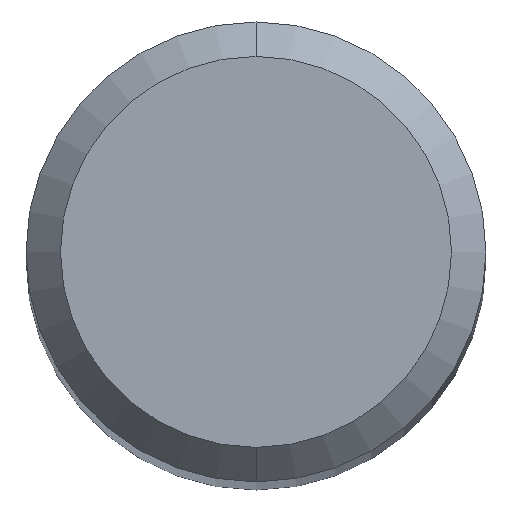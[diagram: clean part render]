
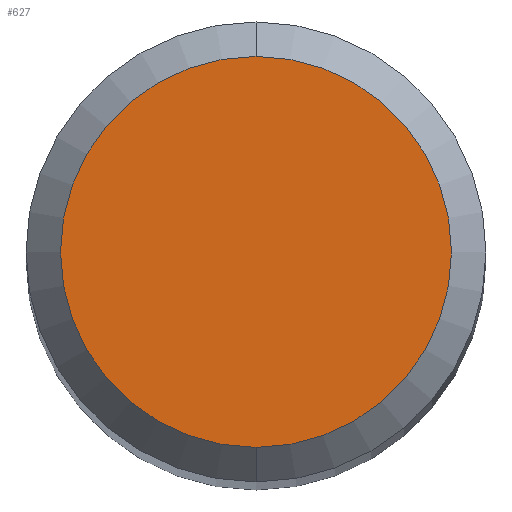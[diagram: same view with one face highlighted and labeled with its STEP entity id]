
A CAD part, top view. The second image highlights one B-rep face of the part: STEP entity #627.
In plain terms, the highlighted planar face has unit normal (0, 0, 1).
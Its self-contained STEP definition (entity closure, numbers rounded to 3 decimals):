
#419=EDGE_CURVE('',#423,#947,#1077,.T.);
#423=VERTEX_POINT('',#1082);
#487=EDGE_CURVE('',#947,#423,#1152,.T.);
#627=ADVANCED_FACE('',(#1304),#1305,.T.);
#947=VERTEX_POINT('',#1658);
#1077=CIRCLE('',#1969,1.7);
#1082=CARTESIAN_POINT('',(0.,-1.7,0.0));
#1152=CIRCLE('',#2205,1.7);
#1304=FACE_OUTER_BOUND('',#2832,.T.);
#1305=PLANE('',#2833);
#1658=CARTESIAN_POINT('',(0.0,1.7,0.0));
#1969=AXIS2_PLACEMENT_3D('',#4624,#4625,#4626);
#2205=AXIS2_PLACEMENT_3D('',#4704,#4705,#4706);
#2832=EDGE_LOOP('',(#4842,#4843));
#2833=AXIS2_PLACEMENT_3D('',#4844,#4845,#4846);
#4624=CARTESIAN_POINT('',(0.0,0.0,0.0));
#4625=DIRECTION('',(0.0,0.0,-1.0));
#4626=DIRECTION('',(0.0,1.0,0.0));
#4704=CARTESIAN_POINT('',(0.0,0.0,0.0));
#4705=DIRECTION('',(0.0,0.0,-1.0));
#4706=DIRECTION('',(0.0,1.0,0.0));
#4842=ORIENTED_EDGE('',*,*,#487,.F.);
#4843=ORIENTED_EDGE('',*,*,#419,.F.);
#4844=CARTESIAN_POINT('',(0.0,0.85,0.0));
#4845=DIRECTION('',(-0.0,0.0,1.0));
#4846=DIRECTION('',(0.0,-1.0,0.0));
